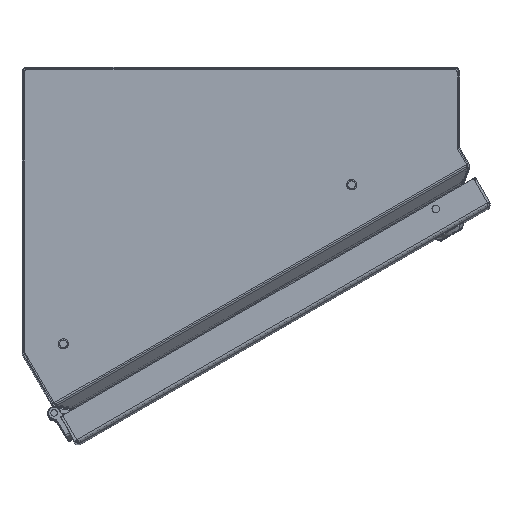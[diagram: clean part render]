
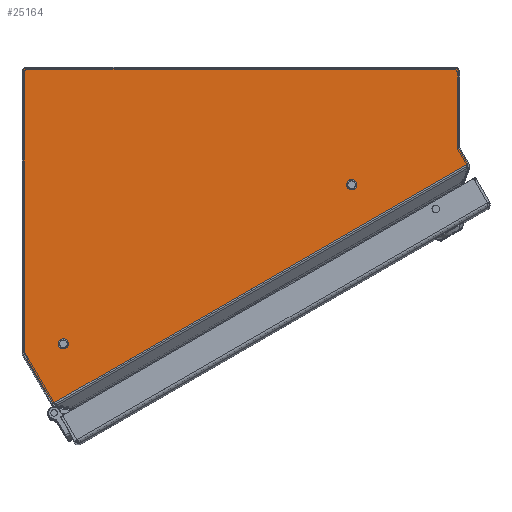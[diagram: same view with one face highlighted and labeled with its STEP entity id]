
A CAD part, top view. The second image highlights one B-rep face of the part: STEP entity #25164.
In plain terms, the highlighted planar face has unit normal (0, 0, 1).
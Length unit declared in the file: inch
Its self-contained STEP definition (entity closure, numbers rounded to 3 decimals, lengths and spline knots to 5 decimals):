
#1827 = DIRECTION ( 'NONE',  ( 1., 0., 0. ) ) ;
#2667 = EDGE_CURVE ( 'NONE', #92439, #66452, #45483, .T. ) ;
#2765 = EDGE_CURVE ( 'NONE', #55249, #81598, #73297, .T. ) ;
#2869 = DIRECTION ( 'NONE',  ( 0., -1., 0. ) ) ;
#3580 = DIRECTION ( 'NONE',  ( 0., 1., 0. ) ) ;
#3840 = CARTESIAN_POINT ( 'NONE',  ( 2.76299, -0.93214, 12. ) ) ;
#3865 = DIRECTION ( 'NONE',  ( 0., 0., 1. ) ) ;
#4236 = EDGE_CURVE ( 'NONE', #81598, #55249, #72355, .T. ) ;
#4387 = VECTOR ( 'NONE', #63445, 39.37008 ) ;
#6164 = EDGE_LOOP ( 'NONE', ( #71510, #51662 ) ) ;
#6182 = CARTESIAN_POINT ( 'NONE',  ( 5.423, 1.91, 12. ) ) ;
#6743 = CARTESIAN_POINT ( 'NONE',  ( -4.68221, -6.38532, 12. ) ) ;
#8193 = LINE ( 'NONE', #23945, #65251 ) ;
#8419 = EDGE_CURVE ( 'NONE', #16593, #33341, #68275, .T. ) ;
#8621 = LINE ( 'NONE', #70561, #12162 ) ;
#9216 = EDGE_CURVE ( 'NONE', #19038, #15002, #94892, .T. ) ;
#9982 = DIRECTION ( 'NONE',  ( 0., 0., 1. ) ) ;
#10764 = DIRECTION ( 'NONE',  ( 0., 0., 1. ) ) ;
#11516 = EDGE_CURVE ( 'NONE', #81742, #92439, #52038, .T. ) ;
#11690 = ORIENTED_EDGE ( 'NONE', *, *, #9216, .T. ) ;
#11778 = EDGE_CURVE ( 'NONE', #73032, #27728, #71788, .T. ) ;
#11786 = EDGE_LOOP ( 'NONE', ( #49996, #65930 ) ) ;
#12162 = VECTOR ( 'NONE', #79630, 39.37008 ) ;
#13415 = VECTOR ( 'NONE', #64475, 39.37008 ) ;
#15002 = VERTEX_POINT ( 'NONE', #38283 ) ;
#15606 = PLANE ( 'NONE',  #57177 ) ;
#16593 = VERTEX_POINT ( 'NONE', #81597 ) ;
#17157 = CARTESIAN_POINT ( 'NONE',  ( -4.5177, -4.8974, 12. ) ) ;
#17395 = DIRECTION ( 'NONE',  ( 0., 0., -1. ) ) ;
#18120 = EDGE_CURVE ( 'NONE', #71709, #81742, #54537, .T. ) ;
#18140 = CARTESIAN_POINT ( 'NONE',  ( -0.00001, 0., 12. ) ) ;
#18896 = AXIS2_PLACEMENT_3D ( 'NONE', #70163, #17395, #56451 ) ;
#19038 = VERTEX_POINT ( 'NONE', #35567 ) ;
#19414 = AXIS2_PLACEMENT_3D ( 'NONE', #34391, #3865, #2869 ) ;
#20692 = CIRCLE ( 'NONE', #95274, 0.06 ) ;
#21865 = VECTOR ( 'NONE', #3580, 39.37008 ) ;
#23102 = DIRECTION ( 'NONE',  ( 0., 0., 1. ) ) ;
#23945 = CARTESIAN_POINT ( 'NONE',  ( -5.423, 1.91, 12. ) ) ;
#24555 = CARTESIAN_POINT ( 'NONE',  ( 5.423, 0.00803, 12. ) ) ;
#24653 = DIRECTION ( 'NONE',  ( 0., 0., -1. ) ) ;
#25164 = ADVANCED_FACE ( 'NONE', ( #54166, #83647, #85166 ), #15606, .T. ) ;
#27138 = EDGE_CURVE ( 'NONE', #66452, #29627, #94569, .T. ) ;
#27474 = LINE ( 'NONE', #50796, #21865 ) ;
#27728 = VERTEX_POINT ( 'NONE', #24555 ) ;
#28002 = AXIS2_PLACEMENT_3D ( 'NONE', #35726, #66725, #80908 ) ;
#28807 = CARTESIAN_POINT ( 'NONE',  ( -5.41496, -5.11615, 12. ) ) ;
#29485 = AXIS2_PLACEMENT_3D ( 'NONE', #94193, #24653, #94686 ) ;
#29547 = VERTEX_POINT ( 'NONE', #63949 ) ;
#29627 = VERTEX_POINT ( 'NONE', #28807 ) ;
#31762 = DIRECTION ( 'NONE',  ( -0.5, 0.866, 0. ) ) ;
#32594 = DIRECTION ( 'NONE',  ( -1., 0., 0. ) ) ;
#33341 = VERTEX_POINT ( 'NONE', #62838 ) ;
#33766 = EDGE_CURVE ( 'NONE', #74817, #29547, #20692, .T. ) ;
#34391 = CARTESIAN_POINT ( 'NONE',  ( 2.76299, -0.93214, 12. ) ) ;
#35567 = CARTESIAN_POINT ( 'NONE',  ( -5.363, 1.97, 12. ) ) ;
#35726 = CARTESIAN_POINT ( 'NONE',  ( 5.483, 0.00803, 12. ) ) ;
#38283 = CARTESIAN_POINT ( 'NONE',  ( -5.423, 1.91, 12. ) ) ;
#38336 = DIRECTION ( 'NONE',  ( 1., 0., 0. ) ) ;
#39485 = ORIENTED_EDGE ( 'NONE', *, *, #57009, .F. ) ;
#39740 = CARTESIAN_POINT ( 'NONE',  ( -5.363, -5.08615, 12. ) ) ;
#40986 = EDGE_CURVE ( 'NONE', #33341, #16593, #63189, .T. ) ;
#42052 = CARTESIAN_POINT ( 'NONE',  ( 5.43104, -0.02197, 12. ) ) ;
#45483 = LINE ( 'NONE', #86109, #52158 ) ;
#47449 = ORIENTED_EDGE ( 'NONE', *, *, #2667, .F. ) ;
#48883 = DIRECTION ( 'NONE',  ( -0.5, 0.866, 0. ) ) ;
#49996 = ORIENTED_EDGE ( 'NONE', *, *, #40986, .F. ) ;
#50796 = CARTESIAN_POINT ( 'NONE',  ( 5.423, 0.00803, 12. ) ) ;
#51197 = DIRECTION ( 'NONE',  ( 0., 0., 1. ) ) ;
#51662 = ORIENTED_EDGE ( 'NONE', *, *, #2765, .T. ) ;
#52038 = LINE ( 'NONE', #52543, #13415 ) ;
#52158 = VECTOR ( 'NONE', #31762, 39.37008 ) ;
#52543 = CARTESIAN_POINT ( 'NONE',  ( 5.65814, -0.41532, 12. ) ) ;
#52728 = CIRCLE ( 'NONE', #67362, 0.06 ) ;
#54043 = CARTESIAN_POINT ( 'NONE',  ( 5.363, 1.91, 12. ) ) ;
#54166 = FACE_BOUND ( 'NONE', #11786, .T. ) ;
#54328 = VERTEX_POINT ( 'NONE', #98137 ) ;
#54537 = LINE ( 'NONE', #70274, #66663 ) ;
#55249 = VERTEX_POINT ( 'NONE', #17157 ) ;
#55802 = ORIENTED_EDGE ( 'NONE', *, *, #33766, .T. ) ;
#56451 = DIRECTION ( 'NONE',  ( 1., 0., 0. ) ) ;
#57009 = EDGE_CURVE ( 'NONE', #73032, #71709, #63951, .T. ) ;
#57177 = AXIS2_PLACEMENT_3D ( 'NONE', #18140, #9982, #1827 ) ;
#62783 = CARTESIAN_POINT ( 'NONE',  ( -4.3247, -4.8974, 12. ) ) ;
#62838 = CARTESIAN_POINT ( 'NONE',  ( 2.76299, -1.02864, 12. ) ) ;
#63141 = ORIENTED_EDGE ( 'NONE', *, *, #73652, .T. ) ;
#63189 = CIRCLE ( 'NONE', #19414, 0.0965 ) ;
#63445 = DIRECTION ( 'NONE',  ( 0.5, -0.866, 0. ) ) ;
#63544 = ORIENTED_EDGE ( 'NONE', *, *, #18120, .F. ) ;
#63949 = CARTESIAN_POINT ( 'NONE',  ( 5.363, 1.97, 12. ) ) ;
#63951 = LINE ( 'NONE', #42052, #4387 ) ;
#64287 = EDGE_CURVE ( 'NONE', #15002, #54328, #8193, .T. ) ;
#64475 = DIRECTION ( 'NONE',  ( -0.866, -0.5, 0. ) ) ;
#64572 = ORIENTED_EDGE ( 'NONE', *, *, #27138, .F. ) ;
#65011 = VECTOR ( 'NONE', #48883, 39.37008 ) ;
#65251 = VECTOR ( 'NONE', #95003, 39.37008 ) ;
#65930 = ORIENTED_EDGE ( 'NONE', *, *, #8419, .F. ) ;
#66452 = VERTEX_POINT ( 'NONE', #96392 ) ;
#66663 = VECTOR ( 'NONE', #86032, 39.37008 ) ;
#66725 = DIRECTION ( 'NONE',  ( 0., 0., -1. ) ) ;
#67362 = AXIS2_PLACEMENT_3D ( 'NONE', #39740, #10764, #32594 ) ;
#67779 = CARTESIAN_POINT ( 'NONE',  ( 5.43505, -0.02892, 12. ) ) ;
#68275 = CIRCLE ( 'NONE', #74761, 0.0965 ) ;
#70163 = CARTESIAN_POINT ( 'NONE',  ( -4.4212, -4.8974, 12. ) ) ;
#70274 = CARTESIAN_POINT ( 'NONE',  ( 5.43505, -0.02892, 12. ) ) ;
#70561 = CARTESIAN_POINT ( 'NONE',  ( -5.363, 1.97, 12. ) ) ;
#70960 = ORIENTED_EDGE ( 'NONE', *, *, #96556, .T. ) ;
#71463 = ORIENTED_EDGE ( 'NONE', *, *, #88335, .F. ) ;
#71510 = ORIENTED_EDGE ( 'NONE', *, *, #4236, .T. ) ;
#71709 = VERTEX_POINT ( 'NONE', #67779 ) ;
#71788 = CIRCLE ( 'NONE', #28002, 0.06 ) ;
#72355 = CIRCLE ( 'NONE', #18896, 0.0965 ) ;
#73032 = VERTEX_POINT ( 'NONE', #98584 ) ;
#73297 = CIRCLE ( 'NONE', #29485, 0.0965 ) ;
#73436 = DIRECTION ( 'NONE',  ( 0., 0., 1. ) ) ;
#73652 = EDGE_CURVE ( 'NONE', #27728, #74817, #27474, .T. ) ;
#73789 = AXIS2_PLACEMENT_3D ( 'NONE', #80680, #51197, #81688 ) ;
#74761 = AXIS2_PLACEMENT_3D ( 'NONE', #3840, #73436, #95776 ) ;
#74817 = VERTEX_POINT ( 'NONE', #6182 ) ;
#77709 = ORIENTED_EDGE ( 'NONE', *, *, #11778, .T. ) ;
#78826 = CARTESIAN_POINT ( 'NONE',  ( -5.41095, -5.1231, 12. ) ) ;
#79630 = DIRECTION ( 'NONE',  ( 1., 0., 0. ) ) ;
#80453 = CARTESIAN_POINT ( 'NONE',  ( 5.65814, -0.41532, 12. ) ) ;
#80680 = CARTESIAN_POINT ( 'NONE',  ( -5.363, 1.91, 12. ) ) ;
#80908 = DIRECTION ( 'NONE',  ( -0.866, -0.5, 0. ) ) ;
#81597 = CARTESIAN_POINT ( 'NONE',  ( 2.76299, -0.83564, 12. ) ) ;
#81598 = VERTEX_POINT ( 'NONE', #62783 ) ;
#81688 = DIRECTION ( 'NONE',  ( 0., 1., 0. ) ) ;
#81742 = VERTEX_POINT ( 'NONE', #80453 ) ;
#83647 = FACE_BOUND ( 'NONE', #6164, .T. ) ;
#85166 = FACE_OUTER_BOUND ( 'NONE', #94760, .T. ) ;
#86032 = DIRECTION ( 'NONE',  ( 0.5, -0.866, 0. ) ) ;
#86109 = CARTESIAN_POINT ( 'NONE',  ( -4.68221, -6.38532, 12. ) ) ;
#86928 = ORIENTED_EDGE ( 'NONE', *, *, #11516, .F. ) ;
#86984 = ORIENTED_EDGE ( 'NONE', *, *, #64287, .T. ) ;
#88335 = EDGE_CURVE ( 'NONE', #19038, #29547, #8621, .T. ) ;
#92439 = VERTEX_POINT ( 'NONE', #6743 ) ;
#94193 = CARTESIAN_POINT ( 'NONE',  ( -4.4212, -4.8974, 12. ) ) ;
#94569 = LINE ( 'NONE', #78826, #65011 ) ;
#94686 = DIRECTION ( 'NONE',  ( -1., 0., 0. ) ) ;
#94760 = EDGE_LOOP ( 'NONE', ( #71463, #11690, #86984, #70960, #64572, #47449, #86928, #63544, #39485, #77709, #63141, #55802 ) ) ;
#94892 = CIRCLE ( 'NONE', #73789, 0.06 ) ;
#95003 = DIRECTION ( 'NONE',  ( 0., -1., 0. ) ) ;
#95274 = AXIS2_PLACEMENT_3D ( 'NONE', #54043, #23102, #38336 ) ;
#95776 = DIRECTION ( 'NONE',  ( 0., 1., 0. ) ) ;
#96392 = CARTESIAN_POINT ( 'NONE',  ( -5.41095, -5.1231, 12. ) ) ;
#96556 = EDGE_CURVE ( 'NONE', #54328, #29627, #52728, .T. ) ;
#98137 = CARTESIAN_POINT ( 'NONE',  ( -5.423, -5.08615, 12. ) ) ;
#98584 = CARTESIAN_POINT ( 'NONE',  ( 5.43104, -0.02197, 12. ) ) ;
